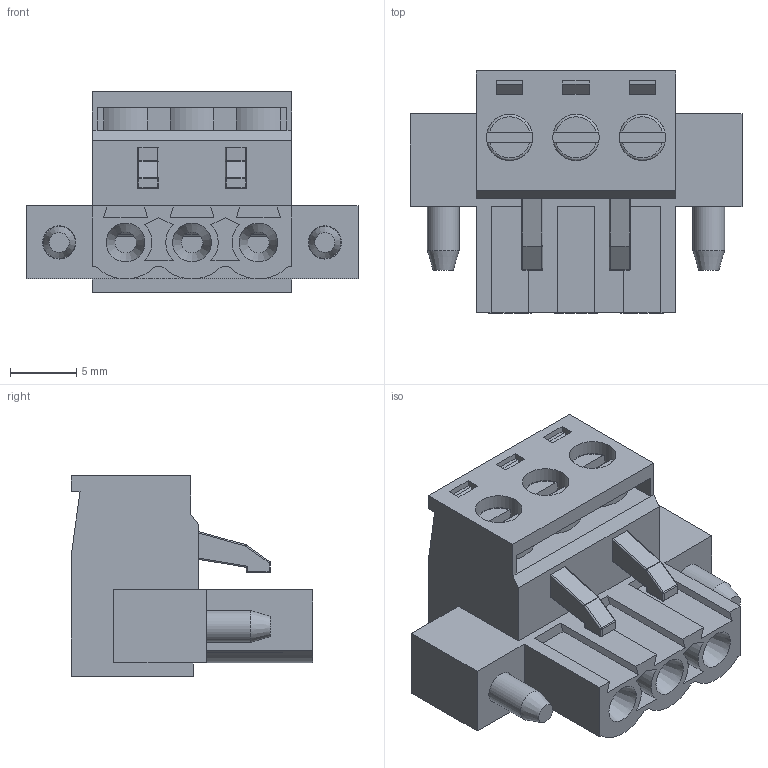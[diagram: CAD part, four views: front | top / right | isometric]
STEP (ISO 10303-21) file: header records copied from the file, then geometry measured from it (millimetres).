
FILE_DESCRIPTION( ( 'Unknown' ), '1' );
FILE_NAME( '691343710003.stp', 'Unknown', ( 'Unknown' ), ( 'Unknown' ), 'PSStep 14.0', 'Unknown', ' ' );
FILE_SCHEMA( ( 'AUTOMOTIVE_DESIGN { 1 0 10303 214 1 1 1 1 }' ) );
Length unit declared in the file: millimetre
Products named in the file (7): Assem1; 6913527100xxCAGE; 6913527100xx_PIN; 6913527100xx_VIS; 6913437100xx_VISSE_FLANGE; 691352710003; 691352710003_COFFRE
Assembly tree (13 placements, depth 2):
  Assem1
    6913527100xxCAGE  x3
    6913527100xx_PIN  x3
    6913527100xx_VIS  x3
    6913437100xx_VISSE_FLANGE  x2
    691352710003
    691352710003_COFFRE
Bounding box: 25 x 18.2 x 15.1 mm (x, y, z)
Volume: 2025.8 mm3; surface area: 5257.7 mm2
Topology: 13 solids, 13 shells, 748 faces, 2011 edges, 1298 vertices
Faces by surface type: plane 509, cylinder 197, sphere 16, cone 14, torus 12
Full cylindrical faces by diameter (mm): 2.4 x2, 2.5 x2, 2.7 x6, 3.5 x6, 3.8 x2, 4 x2
Entity records: 18395 total; most frequent: CARTESIAN_POINT 2582, ORIENTED_EDGE 2452, DIRECTION 2405, EDGE_CURVE 1226, LINE 993, VECTOR 993, VERTEX_POINT 803, AXIS2_PLACEMENT_3D 706
